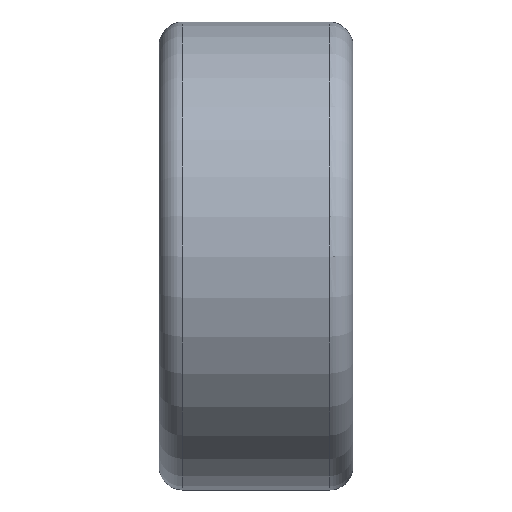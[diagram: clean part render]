
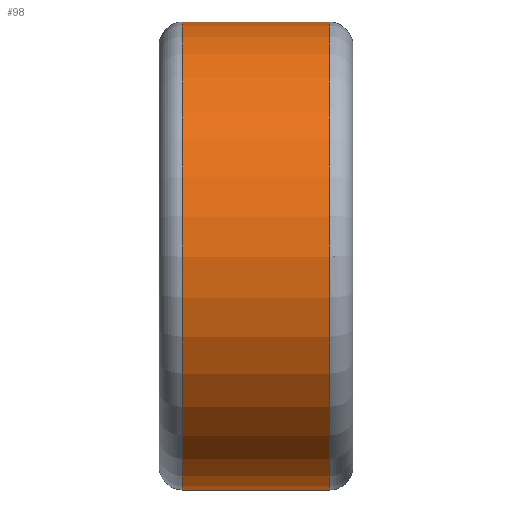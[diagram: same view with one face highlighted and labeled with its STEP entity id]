
A CAD part, front view. The second image highlights one B-rep face of the part: STEP entity #98.
In plain terms, the highlighted cylindrical face has radius 3.5 mm (diameter 7 mm), a partial arc.
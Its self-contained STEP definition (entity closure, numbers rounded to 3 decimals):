
#28=LINE('',#158,#32);
#29=LINE('',#162,#33);
#32=VECTOR('',#133,1000.);
#33=VECTOR('',#136,1000.);
#36=ORIENTED_EDGE('',*,*,#60,.F.);
#37=ORIENTED_EDGE('',*,*,#61,.T.);
#38=ORIENTED_EDGE('',*,*,#62,.T.);
#39=ORIENTED_EDGE('',*,*,#63,.T.);
#60=EDGE_CURVE('',#72,#73,#80,.T.);
#61=EDGE_CURVE('',#72,#74,#28,.F.);
#62=EDGE_CURVE('',#74,#75,#81,.T.);
#63=EDGE_CURVE('',#75,#73,#29,.T.);
#72=VERTEX_POINT('',#156);
#73=VERTEX_POINT('',#157);
#74=VERTEX_POINT('',#159);
#75=VERTEX_POINT('',#161);
#80=CIRCLE('',#118,3.5);
#81=CIRCLE('',#119,3.5);
#84=EDGE_LOOP('',(#36,#37,#38,#39));
#90=FACE_BOUND('',#84,.T.);
#96=CYLINDRICAL_SURFACE('',#117,3.5);
#98=ADVANCED_FACE('',(#90),#96,.T.);
#117=AXIS2_PLACEMENT_3D('',#154,#129,#130);
#118=AXIS2_PLACEMENT_3D('',#155,#131,#132);
#119=AXIS2_PLACEMENT_3D('',#160,#134,#135);
#129=DIRECTION('',(1.,0.,0.));
#130=DIRECTION('',(0.,0.,-1.));
#131=DIRECTION('',(1.,0.,0.));
#132=DIRECTION('',(0.,0.,-1.));
#133=DIRECTION('',(1.,0.,0.));
#134=DIRECTION('',(1.,0.,0.));
#135=DIRECTION('',(0.,0.,-1.));
#136=DIRECTION('',(1.,0.,0.));
#154=CARTESIAN_POINT('',(2.9,0.,0.));
#155=CARTESIAN_POINT('',(2.55,0.,0.));
#156=CARTESIAN_POINT('',(2.55,-0.034,3.5));
#157=CARTESIAN_POINT('',(2.55,0.034,3.5));
#158=CARTESIAN_POINT('',(2.9,-0.034,3.5));
#159=CARTESIAN_POINT('',(0.35,-0.034,3.5));
#160=CARTESIAN_POINT('',(0.35,0.,0.));
#161=CARTESIAN_POINT('',(0.35,0.034,3.5));
#162=CARTESIAN_POINT('',(2.9,0.034,3.5));
